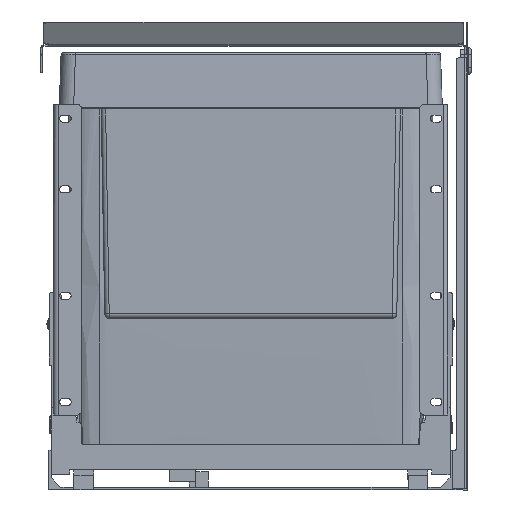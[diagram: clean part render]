
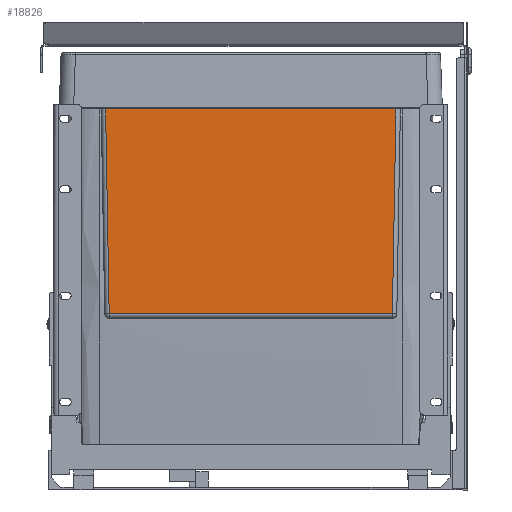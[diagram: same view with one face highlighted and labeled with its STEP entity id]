
A CAD part, front view. The second image highlights one B-rep face of the part: STEP entity #18826.
In plain terms, the highlighted planar face has unit normal (0, -1, -0.018).
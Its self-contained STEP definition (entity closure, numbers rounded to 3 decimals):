
#1203=FACE_OUTER_BOUND('',#2214,.T.);
#2214=EDGE_LOOP('',(#13072,#13073,#13074,#13075));
#4159=LINE('',#28188,#5883);
#4162=LINE('',#28202,#5886);
#4165=LINE('',#28223,#5889);
#4169=LINE('',#28245,#5893);
#5883=VECTOR('',#22730,10.);
#5886=VECTOR('',#22745,10.);
#5889=VECTOR('',#22752,10.);
#5893=VECTOR('',#22760,10.);
#7595=VERTEX_POINT('',#28181);
#7597=VERTEX_POINT('',#28186);
#7598=VERTEX_POINT('',#28191);
#7601=VERTEX_POINT('',#28198);
#9612=EDGE_CURVE('',#7597,#7595,#4159,.T.);
#9619=EDGE_CURVE('',#7598,#7601,#4162,.T.);
#9623=EDGE_CURVE('',#7595,#7598,#4165,.T.);
#9628=EDGE_CURVE('',#7601,#7597,#4169,.T.);
#13072=ORIENTED_EDGE('',*,*,#9619,.F.);
#13073=ORIENTED_EDGE('',*,*,#9623,.F.);
#13074=ORIENTED_EDGE('',*,*,#9612,.F.);
#13075=ORIENTED_EDGE('',*,*,#9628,.F.);
#17162=PLANE('',#20059);
#18826=ADVANCED_FACE('',(#1203),#17162,.T.);
#20059=AXIS2_PLACEMENT_3D('',#28244,#22758,#22759);
#22730=DIRECTION('',(-0.017,0.017,-1.));
#22745=DIRECTION('',(-0.017,-0.017,1.));
#22752=DIRECTION('',(-1.,0.,0.));
#22758=DIRECTION('center_axis',(0.,-1.,
-0.017));
#22759=DIRECTION('ref_axis',(-1.,0.,0.));
#22760=DIRECTION('',(1.,0.,0.));
#28181=CARTESIAN_POINT('',(38.909,9.808,159.024));
#28186=CARTESIAN_POINT('',(42.157,6.56,345.094));
#28188=CARTESIAN_POINT('',(42.117,6.6,342.806));
#28191=CARTESIAN_POINT('',(-216.909,9.808,159.024));
#28198=CARTESIAN_POINT('',(-220.157,6.56,345.094));
#28202=CARTESIAN_POINT('',(-220.107,6.61,342.233));
#28223=CARTESIAN_POINT('',(-156.578,9.808,159.024));
#28244=CARTESIAN_POINT('Origin',(-224.156,6.56,345.094));
#28245=CARTESIAN_POINT('',(-156.578,6.56,345.094));
